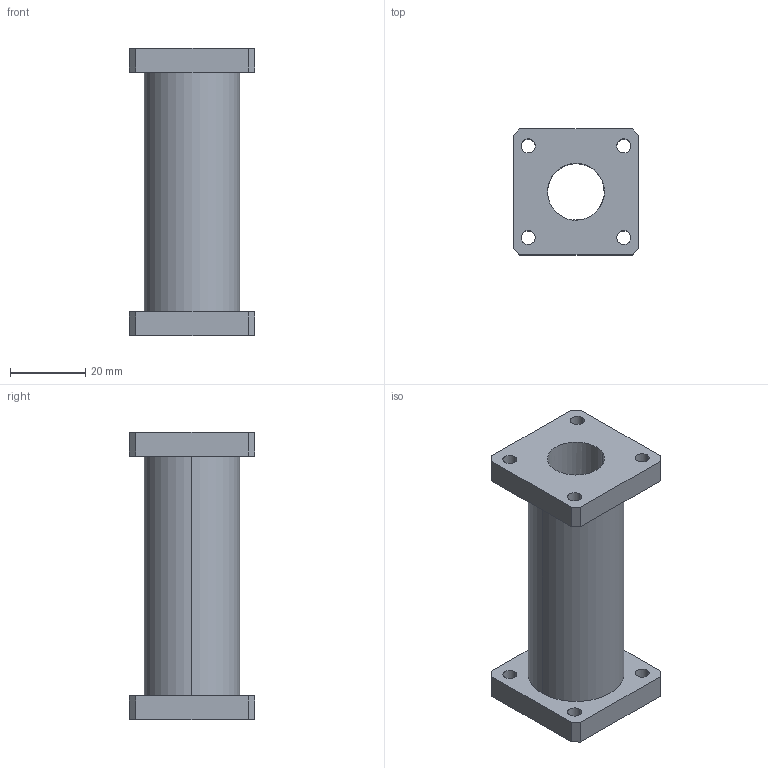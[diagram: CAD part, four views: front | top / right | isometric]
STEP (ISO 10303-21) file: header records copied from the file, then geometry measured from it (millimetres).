
FILE_DESCRIPTION (( 'STEP AP203' ), '1' );
FILE_NAME ('DMAS-62-302-1, df.STEP', '2017-07-18T19:07:12', ( '' ), ( '' ), 'SwSTEP 2.0', 'SolidWorks 2013', '' );
FILE_SCHEMA (( 'CONFIG_CONTROL_DESIGN' ));
Length unit declared in the file: inch
Products named in the file (1): DMAS-62-302-1, df
Bounding box: 33.32 x 33.32 x 76.2 mm (x, y, z)
Volume: 32120.7 mm3; surface area: 13772.1 mm2
Topology: 1 solids, 1 shells, 40 faces, 108 edges, 72 vertices
Faces by surface type: plane 20, cylinder 18, bspline 2
Entity records: 1403 total; most frequent: CARTESIAN_POINT 249, DIRECTION 224, ORIENTED_EDGE 216, EDGE_CURVE 108, AXIS2_PLACEMENT_3D 79, VERTEX_POINT 72, VECTOR 66, LINE 66
